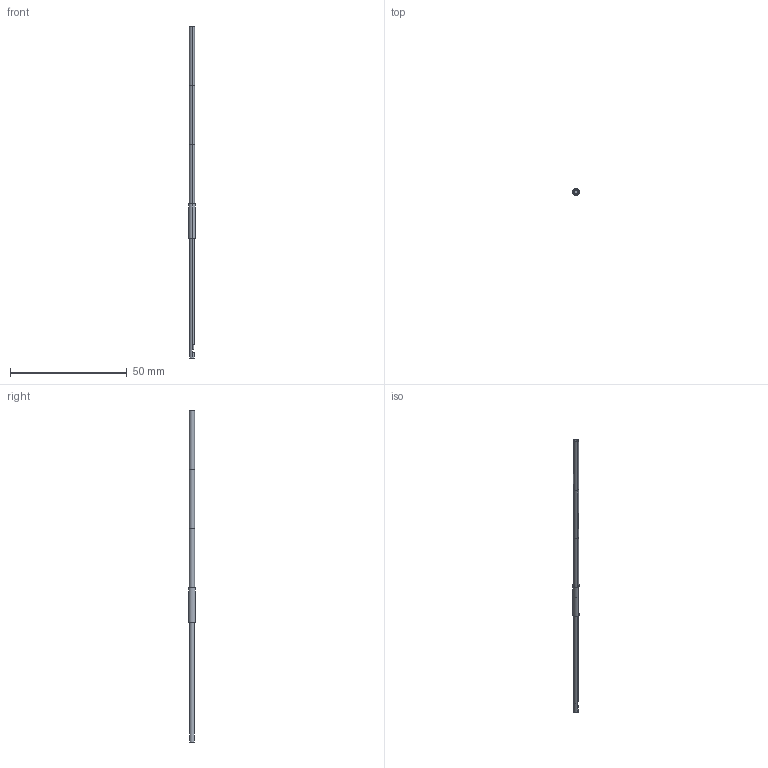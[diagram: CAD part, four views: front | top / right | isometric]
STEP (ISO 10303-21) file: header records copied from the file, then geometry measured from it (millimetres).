
FILE_DESCRIPTION((''),'2;1');
FILE_NAME('188729_ASM','2016-01-12T',('pdmadmin'),(''),'PRO/ENGINEER BY PARAMETRIC TECHNOLOGY CORPORATION, 2013230','PRO/ENGINEER BY PARAMETRIC TECHNOLOGY CORPORATION, 2013230','');
FILE_SCHEMA(('CONFIG_CONTROL_DESIGN'));
Length unit declared in the file: inch
Products named in the file (6): 39188; 39435; 39681; FIBER_CORE_1-5_45_DEG; 48016_ASM; 188729_ASM
Assembly tree (7 placements, depth 3):
  188729_ASM
    48016_ASM
      39188
      39435
      39681  x3
      FIBER_CORE_1-5_45_DEG
Bounding box: 3 x 3 x 142.19 mm (x, y, z)
Volume: 326.5 mm3; surface area: 1880.4 mm2
Topology: 6 solids, 6 shells, 48 faces, 98 edges, 60 vertices
Faces by surface type: cylinder 28, plane 16, cone 4
Entity records: 1179 total; most frequent: DIRECTION 220, CARTESIAN_POINT 195, ORIENTED_EDGE 148, AXIS2_PLACEMENT_3D 93, EDGE_CURVE 74, VERTEX_POINT 44, EDGE_LOOP 42, CIRCLE 38
